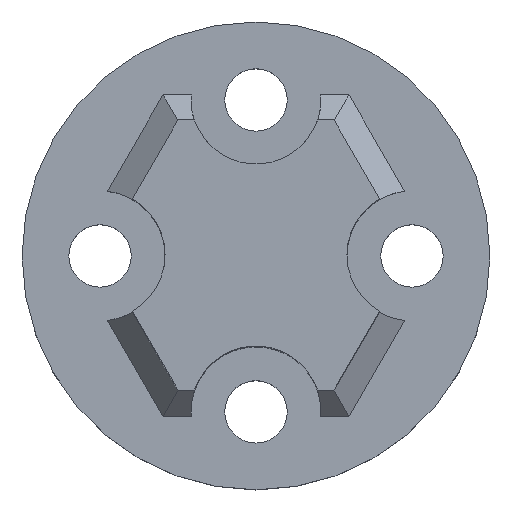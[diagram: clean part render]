
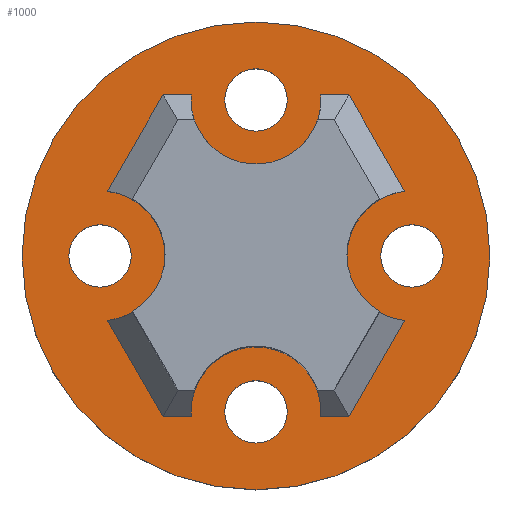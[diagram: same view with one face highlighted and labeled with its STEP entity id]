
A CAD part, top view. The second image highlights one B-rep face of the part: STEP entity #1000.
In plain terms, the highlighted planar face has unit normal (0, 0, 1).
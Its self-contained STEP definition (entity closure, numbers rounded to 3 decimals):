
#260=CARTESIAN_POINT('',(3.5,-0.,3.));
#261=VERTEX_POINT('',#260);
#270=CARTESIAN_POINT('',(5.72,2.484,3.));
#271=VERTEX_POINT('',#270);
#272=CARTESIAN_POINT('',(6.,-0.,3.));
#273=DIRECTION('',(0.,0.,1.));
#274=DIRECTION('',(1.,0.,-0.));
#275=AXIS2_PLACEMENT_3D('',#272,#273,#274);
#276=CIRCLE('',#275,2.5);
#277=EDGE_CURVE('',#271,#261,#276,.T.);
#412=CARTESIAN_POINT('',(-5.72,-2.484,3.));
#413=VERTEX_POINT('',#412);
#414=CARTESIAN_POINT('',(-5.72,2.484,3.));
#415=VERTEX_POINT('',#414);
#416=CARTESIAN_POINT('',(-6.,0.,3.));
#417=DIRECTION('',(0.,0.,1.));
#418=DIRECTION('',(1.,0.,-0.));
#419=AXIS2_PLACEMENT_3D('',#416,#417,#418);
#420=CIRCLE('',#419,2.5);
#421=EDGE_CURVE('',#413,#415,#420,.T.);
#822=CARTESIAN_POINT('',(0.,0.,3.));
#823=DIRECTION('',(0.,0.,1.));
#824=DIRECTION('',(1.,0.,0.));
#825=AXIS2_PLACEMENT_3D('',#822,#823,#824);
#826=PLANE('',#825);
#827=CARTESIAN_POINT('',(1.2,-6.,3.));
#828=VERTEX_POINT('',#827);
#829=CARTESIAN_POINT('',(-0.,-6.,3.));
#830=DIRECTION('',(0.,0.,1.));
#831=DIRECTION('',(1.,0.,-0.));
#832=AXIS2_PLACEMENT_3D('',#829,#830,#831);
#833=CIRCLE('',#832,1.2);
#834=EDGE_CURVE('',#828,#828,#833,.T.);
#835=ORIENTED_EDGE('',*,*,#834,.F.);
#836=EDGE_LOOP('',(#835));
#837=FACE_BOUND('',#836,.T.);
#838=CARTESIAN_POINT('',(7.2,-0.,3.));
#839=VERTEX_POINT('',#838);
#840=CARTESIAN_POINT('',(6.,-0.,3.));
#841=DIRECTION('',(0.,0.,1.));
#842=DIRECTION('',(1.,0.,-0.));
#843=AXIS2_PLACEMENT_3D('',#840,#841,#842);
#844=CIRCLE('',#843,1.2);
#845=EDGE_CURVE('',#839,#839,#844,.T.);
#846=ORIENTED_EDGE('',*,*,#845,.F.);
#847=EDGE_LOOP('',(#846));
#848=FACE_BOUND('',#847,.T.);
#849=CARTESIAN_POINT('',(1.2,6.,3.));
#850=VERTEX_POINT('',#849);
#851=CARTESIAN_POINT('',(-0.,6.,3.));
#852=DIRECTION('',(0.,0.,1.));
#853=DIRECTION('',(1.,0.,-0.));
#854=AXIS2_PLACEMENT_3D('',#851,#852,#853);
#855=CIRCLE('',#854,1.2);
#856=EDGE_CURVE('',#850,#850,#855,.T.);
#857=ORIENTED_EDGE('',*,*,#856,.F.);
#858=EDGE_LOOP('',(#857));
#859=FACE_BOUND('',#858,.T.);
#860=CARTESIAN_POINT('',(-4.8,0.,3.));
#861=VERTEX_POINT('',#860);
#862=CARTESIAN_POINT('',(-6.,0.,3.));
#863=DIRECTION('',(0.,0.,1.));
#864=DIRECTION('',(1.,0.,-0.));
#865=AXIS2_PLACEMENT_3D('',#862,#863,#864);
#866=CIRCLE('',#865,1.2);
#867=EDGE_CURVE('',#861,#861,#866,.T.);
#868=ORIENTED_EDGE('',*,*,#867,.F.);
#869=EDGE_LOOP('',(#868));
#870=FACE_BOUND('',#869,.T.);
#871=CARTESIAN_POINT('',(9.,-0.,3.));
#872=VERTEX_POINT('',#871);
#873=CARTESIAN_POINT('',(-9.,0.,3.));
#874=VERTEX_POINT('',#873);
#875=CARTESIAN_POINT('',(0.,0.,3.));
#876=DIRECTION('',(0.,0.,1.));
#877=DIRECTION('',(1.,0.,-0.));
#878=AXIS2_PLACEMENT_3D('',#875,#876,#877);
#879=CIRCLE('',#878,9.);
#880=EDGE_CURVE('',#872,#874,#879,.T.);
#881=ORIENTED_EDGE('',*,*,#880,.T.);
#882=CARTESIAN_POINT('',(0.,0.,3.));
#883=DIRECTION('',(0.,0.,1.));
#884=DIRECTION('',(1.,0.,-0.));
#885=AXIS2_PLACEMENT_3D('',#882,#883,#884);
#886=CIRCLE('',#885,9.);
#887=EDGE_CURVE('',#874,#872,#886,.T.);
#888=ORIENTED_EDGE('',*,*,#887,.T.);
#889=EDGE_LOOP('',(#881,#888));
#890=FACE_BOUND('',#889,.T.);
#891=ORIENTED_EDGE('',*,*,#277,.T.);
#892=CARTESIAN_POINT('',(5.72,-2.484,3.));
#893=VERTEX_POINT('',#892);
#894=CARTESIAN_POINT('',(6.,-0.,3.));
#895=DIRECTION('',(0.,0.,1.));
#896=DIRECTION('',(1.,0.,-0.));
#897=AXIS2_PLACEMENT_3D('',#894,#895,#896);
#898=CIRCLE('',#897,2.5);
#899=EDGE_CURVE('',#261,#893,#898,.T.);
#900=ORIENTED_EDGE('',*,*,#899,.T.);
#901=CARTESIAN_POINT('',(3.577,-6.196,3.));
#902=VERTEX_POINT('',#901);
#903=CARTESIAN_POINT('',(5.72,-2.484,3.));
#904=DIRECTION('',(-0.5,-0.866,0.));
#905=VECTOR('',#904,4.286);
#906=LINE('',#903,#905);
#907=EDGE_CURVE('',#893,#902,#906,.T.);
#908=ORIENTED_EDGE('',*,*,#907,.T.);
#909=CARTESIAN_POINT('',(2.492,-6.196,3.));
#910=VERTEX_POINT('',#909);
#911=CARTESIAN_POINT('',(3.577,-6.196,3.));
#912=DIRECTION('',(-1.,0.,0.));
#913=VECTOR('',#912,1.085);
#914=LINE('',#911,#913);
#915=EDGE_CURVE('',#902,#910,#914,.T.);
#916=ORIENTED_EDGE('',*,*,#915,.T.);
#917=CARTESIAN_POINT('',(-2.5,-6.,3.));
#918=VERTEX_POINT('',#917);
#919=CARTESIAN_POINT('',(-0.,-6.,3.));
#920=DIRECTION('',(0.,0.,1.));
#921=DIRECTION('',(1.,0.,-0.));
#922=AXIS2_PLACEMENT_3D('',#919,#920,#921);
#923=CIRCLE('',#922,2.5);
#924=EDGE_CURVE('',#910,#918,#923,.T.);
#925=ORIENTED_EDGE('',*,*,#924,.T.);
#926=CARTESIAN_POINT('',(-2.492,-6.196,3.));
#927=VERTEX_POINT('',#926);
#928=CARTESIAN_POINT('',(-0.,-6.,3.));
#929=DIRECTION('',(0.,0.,1.));
#930=DIRECTION('',(1.,0.,-0.));
#931=AXIS2_PLACEMENT_3D('',#928,#929,#930);
#932=CIRCLE('',#931,2.5);
#933=EDGE_CURVE('',#918,#927,#932,.T.);
#934=ORIENTED_EDGE('',*,*,#933,.T.);
#935=CARTESIAN_POINT('',(-3.577,-6.196,3.));
#936=VERTEX_POINT('',#935);
#937=CARTESIAN_POINT('',(-2.492,-6.196,3.));
#938=DIRECTION('',(-1.,0.,0.));
#939=VECTOR('',#938,1.085);
#940=LINE('',#937,#939);
#941=EDGE_CURVE('',#927,#936,#940,.T.);
#942=ORIENTED_EDGE('',*,*,#941,.T.);
#943=CARTESIAN_POINT('',(-3.577,-6.196,3.));
#944=DIRECTION('',(-0.5,0.866,0.));
#945=VECTOR('',#944,4.286);
#946=LINE('',#943,#945);
#947=EDGE_CURVE('',#936,#413,#946,.T.);
#948=ORIENTED_EDGE('',*,*,#947,.T.);
#949=ORIENTED_EDGE('',*,*,#421,.T.);
#950=CARTESIAN_POINT('',(-3.577,6.196,3.));
#951=VERTEX_POINT('',#950);
#952=CARTESIAN_POINT('',(-5.72,2.484,3.));
#953=DIRECTION('',(0.5,0.866,0.));
#954=VECTOR('',#953,4.286);
#955=LINE('',#952,#954);
#956=EDGE_CURVE('',#415,#951,#955,.T.);
#957=ORIENTED_EDGE('',*,*,#956,.T.);
#958=CARTESIAN_POINT('',(-2.492,6.196,3.));
#959=VERTEX_POINT('',#958);
#960=CARTESIAN_POINT('',(-3.577,6.196,3.));
#961=DIRECTION('',(1.,0.,-0.));
#962=VECTOR('',#961,1.085);
#963=LINE('',#960,#962);
#964=EDGE_CURVE('',#951,#959,#963,.T.);
#965=ORIENTED_EDGE('',*,*,#964,.T.);
#966=CARTESIAN_POINT('',(-2.5,6.,3.));
#967=VERTEX_POINT('',#966);
#968=CARTESIAN_POINT('',(0.,6.,3.));
#969=DIRECTION('',(0.,0.,1.));
#970=DIRECTION('',(1.,0.,-0.));
#971=AXIS2_PLACEMENT_3D('',#968,#969,#970);
#972=CIRCLE('',#971,2.5);
#973=EDGE_CURVE('',#959,#967,#972,.T.);
#974=ORIENTED_EDGE('',*,*,#973,.T.);
#975=CARTESIAN_POINT('',(2.492,6.196,3.));
#976=VERTEX_POINT('',#975);
#977=CARTESIAN_POINT('',(0.,6.,3.));
#978=DIRECTION('',(0.,0.,1.));
#979=DIRECTION('',(1.,0.,-0.));
#980=AXIS2_PLACEMENT_3D('',#977,#978,#979);
#981=CIRCLE('',#980,2.5);
#982=EDGE_CURVE('',#967,#976,#981,.T.);
#983=ORIENTED_EDGE('',*,*,#982,.T.);
#984=CARTESIAN_POINT('',(3.577,6.196,3.));
#985=VERTEX_POINT('',#984);
#986=CARTESIAN_POINT('',(2.492,6.196,3.));
#987=DIRECTION('',(1.,-0.,0.));
#988=VECTOR('',#987,1.085);
#989=LINE('',#986,#988);
#990=EDGE_CURVE('',#976,#985,#989,.T.);
#991=ORIENTED_EDGE('',*,*,#990,.T.);
#992=CARTESIAN_POINT('',(3.577,6.196,3.));
#993=DIRECTION('',(0.5,-0.866,0.));
#994=VECTOR('',#993,4.286);
#995=LINE('',#992,#994);
#996=EDGE_CURVE('',#985,#271,#995,.T.);
#997=ORIENTED_EDGE('',*,*,#996,.T.);
#998=EDGE_LOOP('',(#891,#900,#908,#916,#925,#934,#942,#948,#949,#957,#965,#974,#983,#991,#997));
#999=FACE_BOUND('',#998,.T.);
#1000=ADVANCED_FACE('',(#837,#848,#859,#870,#890,#999),#826,.T.);
